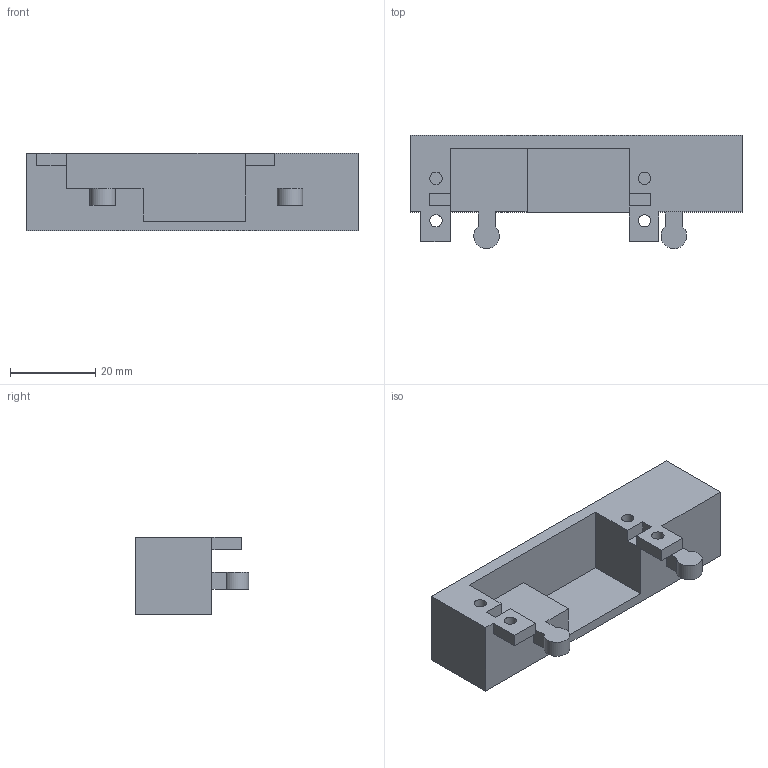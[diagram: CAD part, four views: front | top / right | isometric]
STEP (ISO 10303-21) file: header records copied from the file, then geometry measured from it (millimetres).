
FILE_DESCRIPTION(('FreeCAD Model'),'2;1');
FILE_NAME( 'servo_position_s_b.step', '2015-02-28T00:16:03',('Author'),(''), 'Open CASCADE STEP processor 6.7','FreeCAD','Unknown');
FILE_SCHEMA(('AUTOMOTIVE_DESIGN_CC2 { 1 2 10303 214 -1 1 5 4 }'));
Length unit declared in the file: millimetre
Products named in the file (1): servo_position_s_b
Bounding box: 78 x 26.64 x 18.3 mm (x, y, z)
Volume: 18069.1 mm3; surface area: 7612.9 mm2
Topology: 1 solids, 1 shells, 41 faces, 110 edges, 74 vertices
Faces by surface type: plane 35, cylinder 6
Full cylindrical faces by diameter (mm): 2.9 x4
Entity records: 2746 total; most frequent: CARTESIAN_POINT 476, DIRECTION 421, LINE 306, VECTOR 306, ORIENTED_EDGE 220, PCURVE 220, DEFINITIONAL_REPRESENTATION 220, EDGE_CURVE 110
